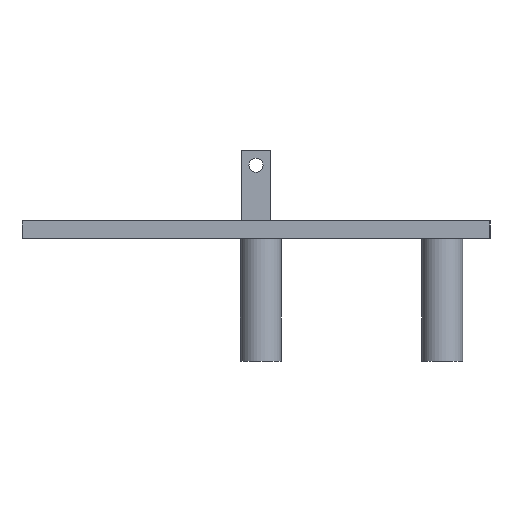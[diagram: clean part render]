
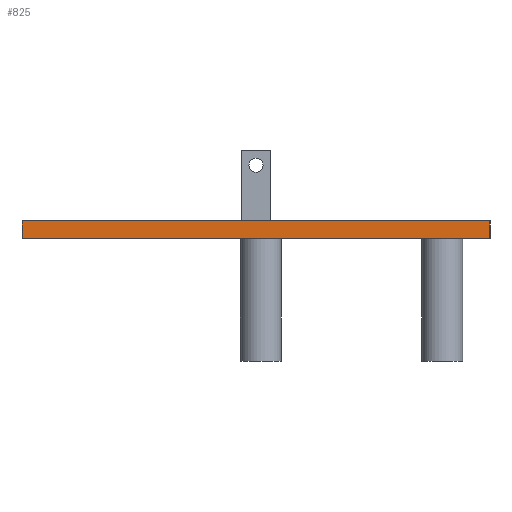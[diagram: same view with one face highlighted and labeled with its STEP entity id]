
A CAD part, left-side view. The second image highlights one B-rep face of the part: STEP entity #825.
In plain terms, the highlighted planar face has unit normal (-1, 0, 0).
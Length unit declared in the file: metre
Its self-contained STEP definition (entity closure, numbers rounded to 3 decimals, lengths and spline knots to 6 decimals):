
#44=LINE('',#1258,#92);
#71=LINE('',#1363,#119);
#76=LINE('',#1382,#124);
#77=LINE('',#1383,#125);
#92=VECTOR('',#1000,1.);
#119=VECTOR('',#1079,1.);
#124=VECTOR('',#1098,1.);
#125=VECTOR('',#1099,1.);
#207=ORIENTED_EDGE('',*,*,#399,.F.);
#208=ORIENTED_EDGE('',*,*,#409,.F.);
#209=ORIENTED_EDGE('',*,*,#347,.T.);
#210=ORIENTED_EDGE('',*,*,#410,.T.);
#347=EDGE_CURVE('',#450,#449,#44,.T.);
#399=EDGE_CURVE('',#501,#502,#71,.T.);
#409=EDGE_CURVE('',#450,#501,#76,.T.);
#410=EDGE_CURVE('',#449,#502,#77,.T.);
#449=VERTEX_POINT('',#1257);
#450=VERTEX_POINT('',#1259);
#501=VERTEX_POINT('',#1362);
#502=VERTEX_POINT('',#1364);
#617=EDGE_LOOP('',(#207,#208,#209,#210));
#729=FACE_BOUND('',#617,.T.);
#804=PLANE('',#919);
#825=ADVANCED_FACE('',(#729),#804,.T.);
#919=AXIS2_PLACEMENT_3D('',#1381,#1096,#1097);
#1000=DIRECTION('',(0.,-1.,0.));
#1079=DIRECTION('',(0.,-1.,0.));
#1096=DIRECTION('',(-1.,0.,0.));
#1097=DIRECTION('',(0.,0.,1.));
#1098=DIRECTION('',(0.,0.,1.));
#1099=DIRECTION('',(0.,0.,1.));
#1257=CARTESIAN_POINT('',(-0.057901,-0.04,-0.0125));
#1258=CARTESIAN_POINT('',(-0.057901,0.,-0.0125));
#1259=CARTESIAN_POINT('',(-0.057901,0.04,-0.0125));
#1362=CARTESIAN_POINT('',(-0.057901,0.04,-0.0095));
#1363=CARTESIAN_POINT('',(-0.057901,0.,-0.0095));
#1364=CARTESIAN_POINT('',(-0.057901,-0.04,-0.0095));
#1381=CARTESIAN_POINT('',(-0.057901,0.,-0.0125));
#1382=CARTESIAN_POINT('',(-0.057901,0.04,-0.0125));
#1383=CARTESIAN_POINT('',(-0.057901,-0.04,-0.0125));
